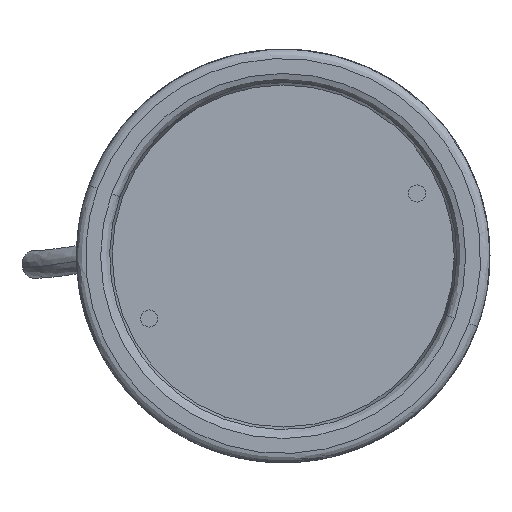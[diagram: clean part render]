
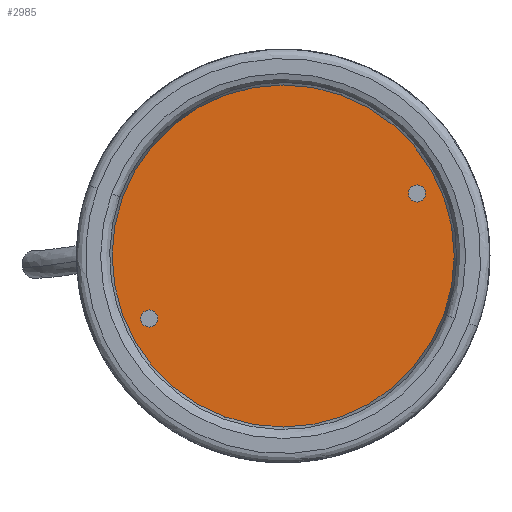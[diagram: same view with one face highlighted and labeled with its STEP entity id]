
A CAD part, front view. The second image highlights one B-rep face of the part: STEP entity #2985.
In plain terms, the highlighted planar face has unit normal (0, -1, 0).
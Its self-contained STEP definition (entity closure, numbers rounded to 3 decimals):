
#2917 = DIRECTION ( 'NONE',  ( 0., 1., 0. ) ) ;
#2985 = ADVANCED_FACE ( 'NONE', ( #9602, #38920, #34552 ), #15150, .F. ) ;
#4419 = EDGE_CURVE ( 'NONE', #12219, #32798, #62741, .T. ) ;
#4858 = AXIS2_PLACEMENT_3D ( 'NONE', #77289, #76515, #9613 ) ;
#5257 = VERTEX_POINT ( 'NONE', #31892 ) ;
#9215 = DIRECTION ( 'NONE',  ( 0., 0., 1. ) ) ;
#9602 = FACE_BOUND ( 'NONE', #70458, .T. ) ;
#9613 = DIRECTION ( 'NONE',  ( 1., 0., 0. ) ) ;
#10757 = ORIENTED_EDGE ( 'NONE', *, *, #69779, .T. ) ;
#11928 = AXIS2_PLACEMENT_3D ( 'NONE', #52765, #2917, #9215 ) ;
#11969 = CARTESIAN_POINT ( 'NONE',  ( 0., 5.2, 0. ) ) ;
#12219 = VERTEX_POINT ( 'NONE', #38525 ) ;
#12978 = EDGE_CURVE ( 'NONE', #32798, #12219, #30166, .T. ) ;
#13814 = EDGE_LOOP ( 'NONE', ( #68722, #64415 ) ) ;
#15150 = PLANE ( 'NONE',  #11928 ) ;
#16375 = CIRCLE ( 'NONE', #59423, 55. ) ;
#17118 = VERTEX_POINT ( 'NONE', #71703 ) ;
#18419 = DIRECTION ( 'NONE',  ( 0., -1., 0. ) ) ;
#19791 = DIRECTION ( 'NONE',  ( 1., 0., 0. ) ) ;
#24566 = DIRECTION ( 'NONE',  ( 0., -1., 0. ) ) ;
#26074 = AXIS2_PLACEMENT_3D ( 'NONE', #33596, #34378, #39137 ) ;
#26454 = AXIS2_PLACEMENT_3D ( 'NONE', #11969, #36133, #41674 ) ;
#30166 = CIRCLE ( 'NONE', #4858, 2.75 ) ;
#30992 = CARTESIAN_POINT ( 'NONE',  ( 30.838, 5.2, 33.588 ) ) ;
#31892 = CARTESIAN_POINT ( 'NONE',  ( -30.838, 5.2, -33.588 ) ) ;
#32798 = VERTEX_POINT ( 'NONE', #30992 ) ;
#33596 = CARTESIAN_POINT ( 'NONE',  ( 33.588, 5.2, 33.588 ) ) ;
#34079 = VERTEX_POINT ( 'NONE', #41319 ) ;
#34378 = DIRECTION ( 'NONE',  ( 0., -1., 0. ) ) ;
#34552 = FACE_OUTER_BOUND ( 'NONE', #51178, .T. ) ;
#36133 = DIRECTION ( 'NONE',  ( 0., -1., 0. ) ) ;
#37340 = CARTESIAN_POINT ( 'NONE',  ( 0., 5.2, 55. ) ) ;
#38025 = CARTESIAN_POINT ( 'NONE',  ( -33.588, 5.2, -33.588 ) ) ;
#38525 = CARTESIAN_POINT ( 'NONE',  ( 36.338, 5.2, 33.588 ) ) ;
#38920 = FACE_BOUND ( 'NONE', #13814, .T. ) ;
#39137 = DIRECTION ( 'NONE',  ( 1., 0., 0. ) ) ;
#39580 = ORIENTED_EDGE ( 'NONE', *, *, #12978, .F. ) ;
#41319 = CARTESIAN_POINT ( 'NONE',  ( 0., 5.2, -55. ) ) ;
#41674 = DIRECTION ( 'NONE',  ( 0., 0., -1. ) ) ;
#46637 = ORIENTED_EDGE ( 'NONE', *, *, #4419, .F. ) ;
#47952 = CIRCLE ( 'NONE', #26454, 55. ) ;
#48141 = CARTESIAN_POINT ( 'NONE',  ( 0., 5.2, 0. ) ) ;
#48367 = EDGE_CURVE ( 'NONE', #5257, #17118, #65192, .T. ) ;
#49131 = DIRECTION ( 'NONE',  ( 1., 0., 0. ) ) ;
#50177 = EDGE_CURVE ( 'NONE', #17118, #5257, #72726, .T. ) ;
#51178 = EDGE_LOOP ( 'NONE', ( #10757, #51792 ) ) ;
#51398 = VERTEX_POINT ( 'NONE', #37340 ) ;
#51792 = ORIENTED_EDGE ( 'NONE', *, *, #55621, .T. ) ;
#52765 = CARTESIAN_POINT ( 'NONE',  ( -110., 5.2, -110. ) ) ;
#55056 = CARTESIAN_POINT ( 'NONE',  ( -33.588, 5.2, -33.588 ) ) ;
#55621 = EDGE_CURVE ( 'NONE', #51398, #34079, #47952, .T. ) ;
#59423 = AXIS2_PLACEMENT_3D ( 'NONE', #48141, #18419, #77822 ) ;
#62553 = DIRECTION ( 'NONE',  ( 0., -1., 0. ) ) ;
#62741 = CIRCLE ( 'NONE', #26074, 2.75 ) ;
#64415 = ORIENTED_EDGE ( 'NONE', *, *, #50177, .F. ) ;
#65192 = CIRCLE ( 'NONE', #71529, 2.75 ) ;
#68722 = ORIENTED_EDGE ( 'NONE', *, *, #48367, .F. ) ;
#69779 = EDGE_CURVE ( 'NONE', #34079, #51398, #16375, .T. ) ;
#70458 = EDGE_LOOP ( 'NONE', ( #46637, #39580 ) ) ;
#71529 = AXIS2_PLACEMENT_3D ( 'NONE', #55056, #24566, #19791 ) ;
#71703 = CARTESIAN_POINT ( 'NONE',  ( -36.338, 5.2, -33.588 ) ) ;
#72726 = CIRCLE ( 'NONE', #73962, 2.75 ) ;
#73962 = AXIS2_PLACEMENT_3D ( 'NONE', #38025, #62553, #49131 ) ;
#76515 = DIRECTION ( 'NONE',  ( 0., -1., 0. ) ) ;
#77289 = CARTESIAN_POINT ( 'NONE',  ( 33.588, 5.2, 33.588 ) ) ;
#77822 = DIRECTION ( 'NONE',  ( 0., 0., -1. ) ) ;
